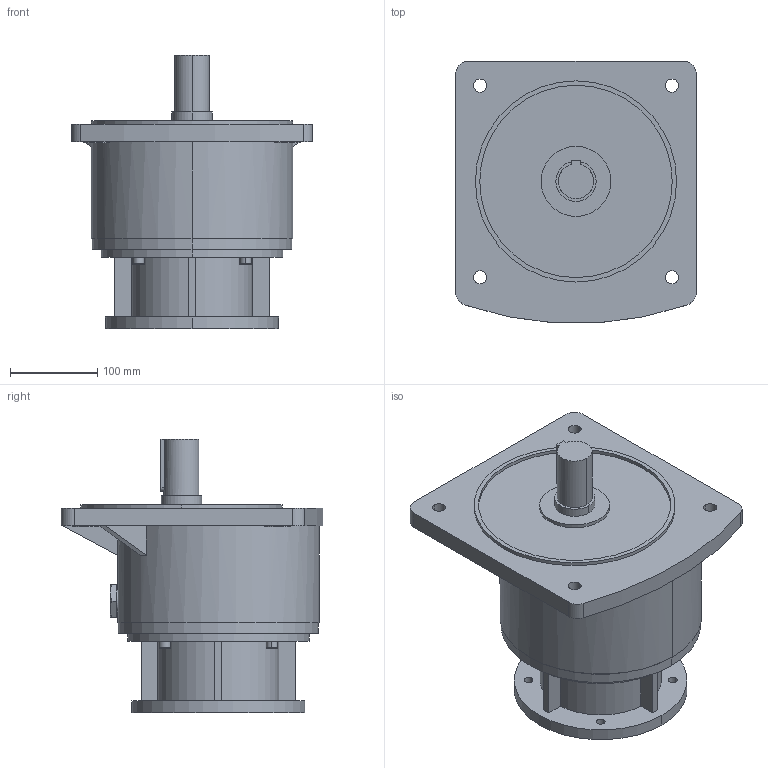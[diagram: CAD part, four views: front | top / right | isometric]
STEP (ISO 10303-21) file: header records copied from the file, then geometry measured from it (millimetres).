
FILE_DESCRIPTION (( 'STEP AP214' ), '1' );
FILE_NAME ('STP_40_750W 1HP_A楊擘_VO梓袧_2.step', '2021-12-06T08:25:01', ( 'IT Division' ), ( 'IT' ), 'SwSTEP 2.0', 'SolidWorks 2016', '' );
FILE_SCHEMA (( 'AUTOMOTIVE_DESIGN' ));
Length unit declared in the file: millimetre
Products named in the file (1): STP_40_750W 1HP_A楊擘_VO梓袧_2
Bounding box: 275 x 299.14 x 313 mm (x, y, z)
Volume: 8705816.9 mm3; surface area: 400774.5 mm2
Topology: 2 solids, 2 shells, 182 faces, 443 edges, 289 vertices
Faces by surface type: plane 96, cylinder 72, torus 8, cone 6
Entity records: 5782 total; most frequent: CARTESIAN_POINT 1037, DIRECTION 971, ORIENTED_EDGE 886, EDGE_CURVE 443, AXIS2_PLACEMENT_3D 359, VERTEX_POINT 289, VECTOR 253, LINE 253
